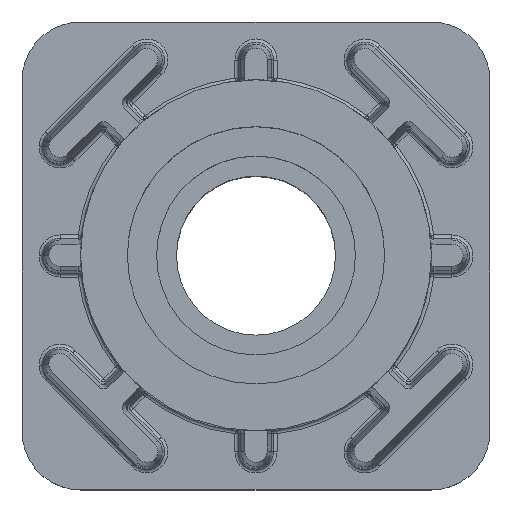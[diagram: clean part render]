
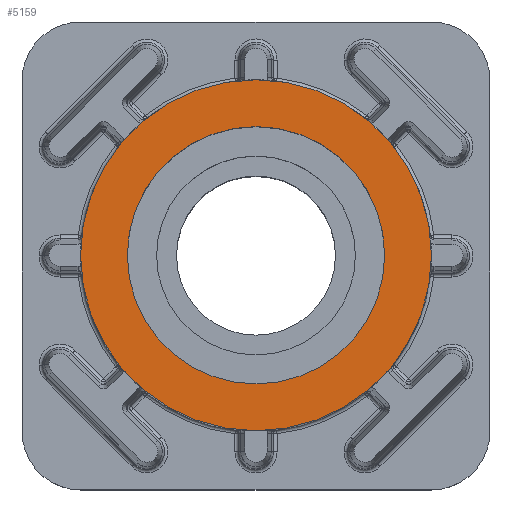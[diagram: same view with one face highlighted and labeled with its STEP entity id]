
A CAD part, top view. The second image highlights one B-rep face of the part: STEP entity #5159.
In plain terms, the highlighted planar face has unit normal (0, 0, 1).
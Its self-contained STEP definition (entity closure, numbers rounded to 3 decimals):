
#210 = ORIENTED_EDGE ( 'NONE', *, *, #3028, .F. ) ;
#285 = DIRECTION ( 'NONE',  ( 0., 0., 1. ) ) ;
#652 = ORIENTED_EDGE ( 'NONE', *, *, #1971, .T. ) ;
#680 = PLANE ( 'NONE',  #3926 ) ;
#840 = EDGE_LOOP ( 'NONE', ( #10345, #210 ) ) ;
#881 = VERTEX_POINT ( 'NONE', #1619 ) ;
#1182 = FACE_OUTER_BOUND ( 'NONE', #2978, .T. ) ;
#1619 = CARTESIAN_POINT ( 'NONE',  ( 15., 0., 43. ) ) ;
#1637 = CARTESIAN_POINT ( 'NONE',  ( -15., 0., 43. ) ) ;
#1674 = CARTESIAN_POINT ( 'NONE',  ( 0., 0., 43. ) ) ;
#1764 = DIRECTION ( 'NONE',  ( 0., 0., 1. ) ) ;
#1971 = EDGE_CURVE ( 'NONE', #9279, #881, #7654, .T. ) ;
#2028 = CARTESIAN_POINT ( 'NONE',  ( -11., 0., 43. ) ) ;
#2563 = VERTEX_POINT ( 'NONE', #2028 ) ;
#2641 = DIRECTION ( 'NONE',  ( 1., 0., 0. ) ) ;
#2654 = CARTESIAN_POINT ( 'NONE',  ( 0., 0., 43. ) ) ;
#2978 = EDGE_LOOP ( 'NONE', ( #652, #4534 ) ) ;
#3007 = CIRCLE ( 'NONE', #6525, 11. ) ;
#3028 = EDGE_CURVE ( 'NONE', #5943, #2563, #3007, .T. ) ;
#3267 = CIRCLE ( 'NONE', #6861, 15. ) ;
#3433 = CIRCLE ( 'NONE', #4249, 11. ) ;
#3633 = DIRECTION ( 'NONE',  ( 1., 0., 0. ) ) ;
#3683 = CARTESIAN_POINT ( 'NONE',  ( 0., 0., 43. ) ) ;
#3926 = AXIS2_PLACEMENT_3D ( 'NONE', #1674, #7998, #2641 ) ;
#4249 = AXIS2_PLACEMENT_3D ( 'NONE', #7252, #1764, #8126 ) ;
#4534 = ORIENTED_EDGE ( 'NONE', *, *, #7561, .T. ) ;
#5067 = AXIS2_PLACEMENT_3D ( 'NONE', #3683, #285, #8073 ) ;
#5134 = DIRECTION ( 'NONE',  ( 1., 0., 0. ) ) ;
#5159 = ADVANCED_FACE ( 'NONE', ( #6151, #1182 ), #680, .T. ) ;
#5242 = DIRECTION ( 'NONE',  ( 0., 0., 1. ) ) ;
#5252 = CARTESIAN_POINT ( 'NONE',  ( 0., 0., 43. ) ) ;
#5943 = VERTEX_POINT ( 'NONE', #9689 ) ;
#6075 = EDGE_CURVE ( 'NONE', #2563, #5943, #3433, .T. ) ;
#6151 = FACE_BOUND ( 'NONE', #840, .T. ) ;
#6525 = AXIS2_PLACEMENT_3D ( 'NONE', #5252, #5242, #5134 ) ;
#6861 = AXIS2_PLACEMENT_3D ( 'NONE', #2654, #8959, #3633 ) ;
#7252 = CARTESIAN_POINT ( 'NONE',  ( 0., 0., 43. ) ) ;
#7561 = EDGE_CURVE ( 'NONE', #881, #9279, #3267, .T. ) ;
#7654 = CIRCLE ( 'NONE', #5067, 15. ) ;
#7998 = DIRECTION ( 'NONE',  ( 0., 0., 1. ) ) ;
#8073 = DIRECTION ( 'NONE',  ( 1., 0., 0. ) ) ;
#8126 = DIRECTION ( 'NONE',  ( 1., 0., 0. ) ) ;
#8959 = DIRECTION ( 'NONE',  ( 0., 0., 1. ) ) ;
#9279 = VERTEX_POINT ( 'NONE', #1637 ) ;
#9689 = CARTESIAN_POINT ( 'NONE',  ( 11., 0., 43. ) ) ;
#10345 = ORIENTED_EDGE ( 'NONE', *, *, #6075, .F. ) ;
